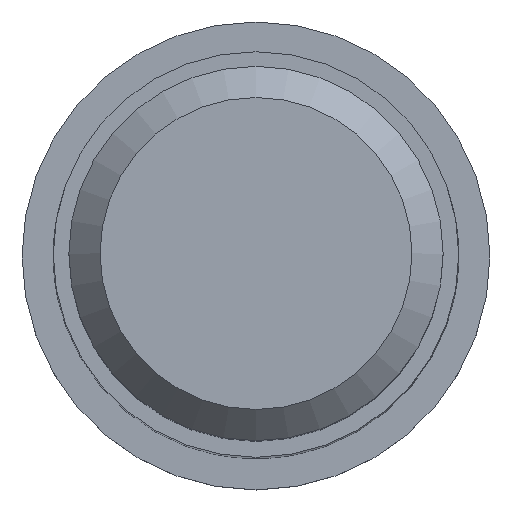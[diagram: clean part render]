
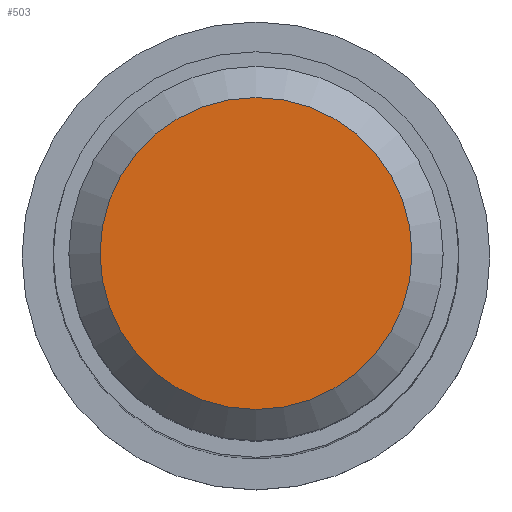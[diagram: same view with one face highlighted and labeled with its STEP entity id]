
A CAD part, top view. The second image highlights one B-rep face of the part: STEP entity #503.
In plain terms, the highlighted planar face has unit normal (0, 0, 1).
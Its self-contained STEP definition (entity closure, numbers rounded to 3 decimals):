
#492=EDGE_CURVE('',#493,#493,#495,.T.);
#493=VERTEX_POINT('',#494);
#494=CARTESIAN_POINT('',(1628.362,-1085.532,-1.451));
#495=CIRCLE('',#496,5.);
#496=AXIS2_PLACEMENT_3D('',#497,#498,#499);
#497=CARTESIAN_POINT('',(1628.362,-1080.532,-1.451));
#498=DIRECTION('',(0.,0.,1.));
#499=DIRECTION('',(0.,-1.,0.));
#503=ADVANCED_FACE('',(#509),#504,.F.);
#504=PLANE('',#505);
#505=AXIS2_PLACEMENT_3D('',#506,#507,#508);
#506=CARTESIAN_POINT('',(1633.362,-1080.532,-1.451));
#507=DIRECTION('',(0.,0.,-1.));
#508=DIRECTION('',(0.,1.,0.));
#509=FACE_BOUND('',#510,.T.);
#510=EDGE_LOOP('',(#511));
#511=ORIENTED_EDGE('',*,*,#492,.T.);
